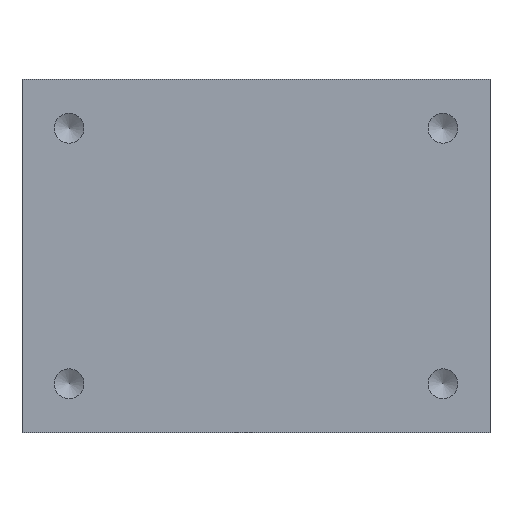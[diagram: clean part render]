
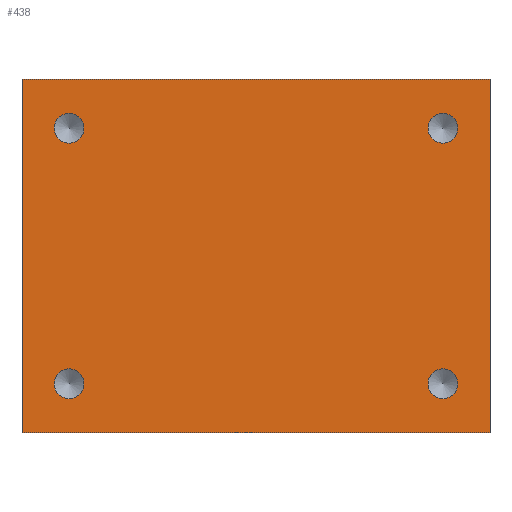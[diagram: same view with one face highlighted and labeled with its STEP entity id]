
A CAD part, front view. The second image highlights one B-rep face of the part: STEP entity #438.
In plain terms, the highlighted planar face has unit normal (0, -1, 0).
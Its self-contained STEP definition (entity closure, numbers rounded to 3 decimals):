
#19=FACE_BOUND('',#97,.T.);
#20=FACE_BOUND('',#98,.T.);
#21=FACE_BOUND('',#99,.T.);
#22=FACE_BOUND('',#100,.T.);
#32=PLANE('',#494);
#66=FACE_OUTER_BOUND('',#96,.T.);
#96=EDGE_LOOP('',(#397,#398,#399,#400));
#97=EDGE_LOOP('',(#401));
#98=EDGE_LOOP('',(#402));
#99=EDGE_LOOP('',(#403));
#100=EDGE_LOOP('',(#404));
#134=LINE('',#731,#174);
#137=LINE('',#737,#177);
#139=LINE('',#740,#179);
#140=LINE('',#742,#180);
#174=VECTOR('',#606,10.);
#177=VECTOR('',#611,10.);
#179=VECTOR('',#615,10.);
#180=VECTOR('',#618,10.);
#190=CIRCLE('',#472,1.265);
#192=CIRCLE('',#476,1.265);
#194=CIRCLE('',#480,1.265);
#196=CIRCLE('',#484,1.265);
#211=VERTEX_POINT('',#664);
#214=VERTEX_POINT('',#673);
#217=VERTEX_POINT('',#682);
#220=VERTEX_POINT('',#691);
#233=VERTEX_POINT('',#728);
#234=VERTEX_POINT('',#730);
#235=VERTEX_POINT('',#734);
#236=VERTEX_POINT('',#736);
#255=EDGE_CURVE('',#211,#211,#190,.T.);
#259=EDGE_CURVE('',#214,#214,#192,.T.);
#263=EDGE_CURVE('',#217,#217,#194,.T.);
#267=EDGE_CURVE('',#220,#220,#196,.T.);
#286=EDGE_CURVE('',#233,#234,#134,.T.);
#289=EDGE_CURVE('',#236,#235,#137,.T.);
#291=EDGE_CURVE('',#235,#234,#139,.T.);
#292=EDGE_CURVE('',#236,#233,#140,.T.);
#397=ORIENTED_EDGE('',*,*,#292,.F.);
#398=ORIENTED_EDGE('',*,*,#289,.T.);
#399=ORIENTED_EDGE('',*,*,#291,.T.);
#400=ORIENTED_EDGE('',*,*,#286,.F.);
#401=ORIENTED_EDGE('',*,*,#255,.T.);
#402=ORIENTED_EDGE('',*,*,#259,.T.);
#403=ORIENTED_EDGE('',*,*,#263,.T.);
#404=ORIENTED_EDGE('',*,*,#267,.T.);
#438=ADVANCED_FACE('',(#66,#19,#20,#21,#22),#32,.F.);
#472=AXIS2_PLACEMENT_3D('',#665,#544,#545);
#476=AXIS2_PLACEMENT_3D('',#674,#554,#555);
#480=AXIS2_PLACEMENT_3D('',#683,#564,#565);
#484=AXIS2_PLACEMENT_3D('',#692,#574,#575);
#494=AXIS2_PLACEMENT_3D('',#743,#619,#620);
#544=DIRECTION('center_axis',(0.,1.,0.));
#545=DIRECTION('ref_axis',(0.,0.,-1.));
#554=DIRECTION('center_axis',(0.,1.,0.));
#555=DIRECTION('ref_axis',(0.,0.,-1.));
#564=DIRECTION('center_axis',(0.,1.,0.));
#565=DIRECTION('ref_axis',(0.,0.,-1.));
#574=DIRECTION('center_axis',(0.,1.,0.));
#575=DIRECTION('ref_axis',(0.,0.,-1.));
#606=DIRECTION('',(-1.,0.,0.));
#611=DIRECTION('',(-1.,0.,0.));
#615=DIRECTION('',(0.,0.,-1.));
#618=DIRECTION('',(0.,0.,-1.));
#619=DIRECTION('center_axis',(0.,1.,0.));
#620=DIRECTION('ref_axis',(-1.,0.,0.));
#664=CARTESIAN_POINT('',(148.825,-34.599,46.64));
#665=CARTESIAN_POINT('Origin',(148.825,-34.599,45.375));
#673=CARTESIAN_POINT('',(180.575,-34.599,46.64));
#674=CARTESIAN_POINT('Origin',(180.575,-34.599,45.375));
#682=CARTESIAN_POINT('',(180.575,-34.599,24.94));
#683=CARTESIAN_POINT('Origin',(180.575,-34.599,23.675));
#691=CARTESIAN_POINT('',(148.825,-34.599,24.94));
#692=CARTESIAN_POINT('Origin',(148.825,-34.599,23.675));
#728=CARTESIAN_POINT('',(184.575,-34.599,19.525));
#730=CARTESIAN_POINT('',(144.825,-34.599,19.525));
#731=CARTESIAN_POINT('',(191.3,-34.599,19.525));
#734=CARTESIAN_POINT('',(144.825,-34.599,49.525));
#736=CARTESIAN_POINT('',(184.575,-34.599,49.525));
#737=CARTESIAN_POINT('',(191.3,-34.599,49.525));
#740=CARTESIAN_POINT('',(144.825,-34.599,22.025));
#742=CARTESIAN_POINT('',(184.575,-34.599,47.025));
#743=CARTESIAN_POINT('Origin',(164.7,-34.599,34.525));
